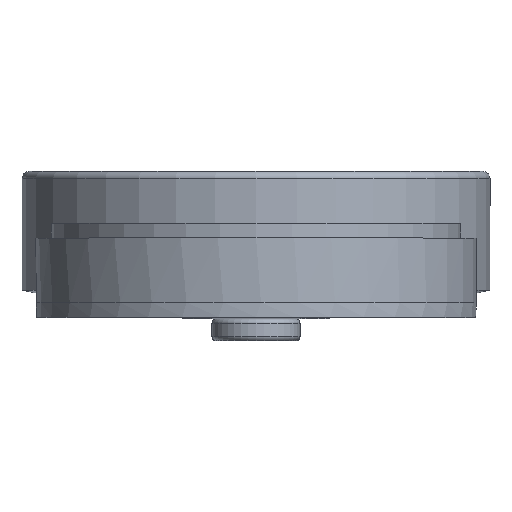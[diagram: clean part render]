
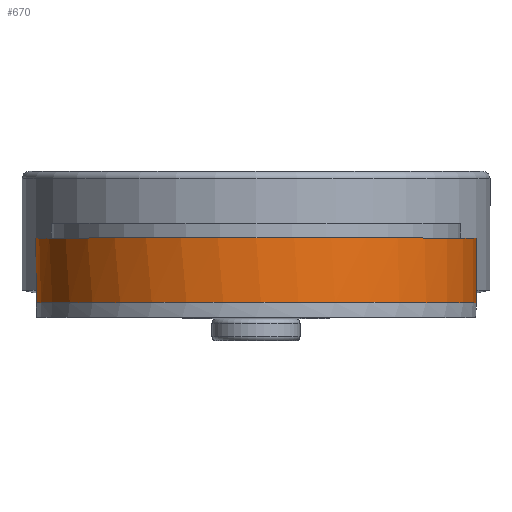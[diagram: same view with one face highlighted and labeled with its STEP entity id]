
A CAD part, top view. The second image highlights one B-rep face of the part: STEP entity #670.
In plain terms, the highlighted cylindrical face has radius 15 mm (diameter 30 mm), a full revolution.
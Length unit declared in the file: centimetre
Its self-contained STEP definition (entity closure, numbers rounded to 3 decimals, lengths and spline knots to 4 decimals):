
#79=CYLINDRICAL_SURFACE('',#774,1.5);
#134=FACE_BOUND('',#268,.T.);
#184=FACE_OUTER_BOUND('',#267,.T.);
#267=EDGE_LOOP('',(#602));
#268=EDGE_LOOP('',(#603,#604));
#286=CIRCLE('',#693,1.5);
#301=CIRCLE('',#720,1.5);
#327=CIRCLE('',#773,1.5);
#342=VERTEX_POINT('',#1046);
#343=VERTEX_POINT('',#1047);
#387=VERTEX_POINT('',#1188);
#403=EDGE_CURVE('',#342,#343,#286,.T.);
#435=EDGE_CURVE('',#343,#342,#301,.T.);
#461=EDGE_CURVE('',#387,#387,#327,.T.);
#602=ORIENTED_EDGE('',*,*,#461,.T.);
#603=ORIENTED_EDGE('',*,*,#435,.F.);
#604=ORIENTED_EDGE('',*,*,#403,.F.);
#670=ADVANCED_FACE('',(#184,#134),#79,.T.);
#693=AXIS2_PLACEMENT_3D('',#1048,#817,#818);
#720=AXIS2_PLACEMENT_3D('',#1111,#888,#889);
#773=AXIS2_PLACEMENT_3D('',#1189,#994,#995);
#774=AXIS2_PLACEMENT_3D('',#1190,#996,#997);
#817=DIRECTION('center_axis',(0.,-1.,0.));
#818=DIRECTION('ref_axis',(1.,0.,0.));
#888=DIRECTION('center_axis',(0.,-1.,0.));
#889=DIRECTION('ref_axis',(1.,0.,0.));
#994=DIRECTION('center_axis',(0.,-1.,0.));
#995=DIRECTION('ref_axis',(1.,0.,0.));
#996=DIRECTION('center_axis',(0.,-1.,0.));
#997=DIRECTION('ref_axis',(1.,0.,0.));
#1046=CARTESIAN_POINT('',(-0.6,0.08,-1.3748));
#1047=CARTESIAN_POINT('',(0.6,0.08,-1.3748));
#1048=CARTESIAN_POINT('Origin',(0.,0.08,0.));
#1111=CARTESIAN_POINT('Origin',(0.,0.08,0.));
#1188=CARTESIAN_POINT('',(1.5,0.52,0.));
#1189=CARTESIAN_POINT('Origin',(0.,0.52,0.));
#1190=CARTESIAN_POINT('Origin',(0.,0.35,0.));
